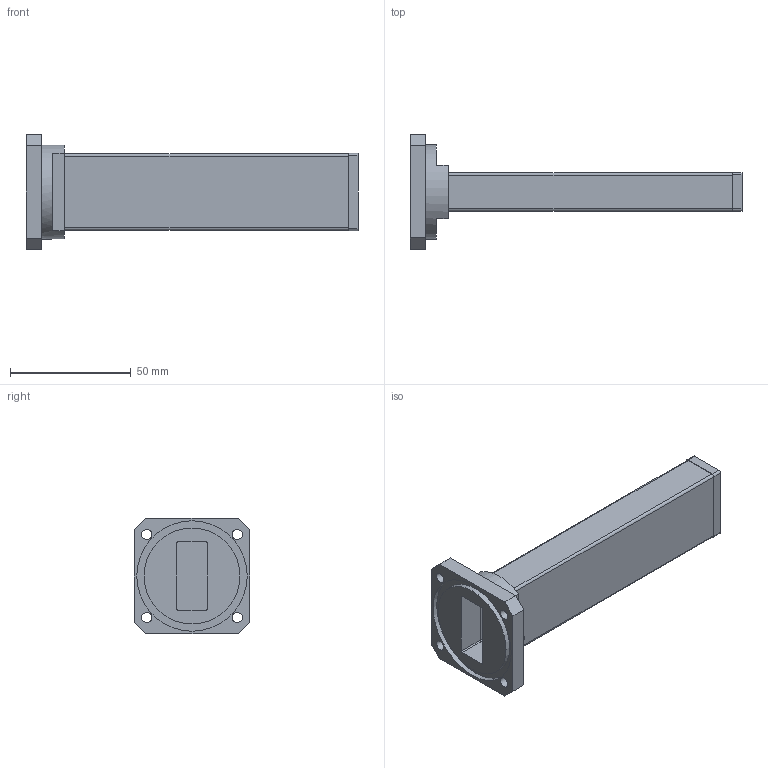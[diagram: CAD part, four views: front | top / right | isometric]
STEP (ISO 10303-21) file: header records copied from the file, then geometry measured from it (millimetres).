
FILE_DESCRIPTION (( 'STEP AP214' ), '1' );
FILE_NAME ('006515.STEP', '2020-11-20T19:05:50', ( '' ), ( '' ), 'SwSTEP 2.0', 'SolidWorks 2019', '' );
FILE_SCHEMA (( 'AUTOMOTIVE_DESIGN' ));
Length unit declared in the file: millimetre
Products named in the file (1): 006515
Bounding box: 137.5 x 47.75 x 47.75 mm (x, y, z)
Surface area: 30401.9 mm2 (no closed solid volume)
Topology: 0 solids, 4 shells, 62 faces, 177 edges, 122 vertices
Faces by surface type: plane 35, cylinder 27
Full cylindrical faces by diameter (mm): 4.24 x4, 39 x1, 39.73 x1, 45.73 x1
Entity records: 2642 total; most frequent: DIRECTION 348, CARTESIAN_POINT 345, ORIENTED_EDGE 274, EDGE_CURVE 165, AXIS2_PLACEMENT_3D 120, VERTEX_POINT 117, LINE 108, VECTOR 108
